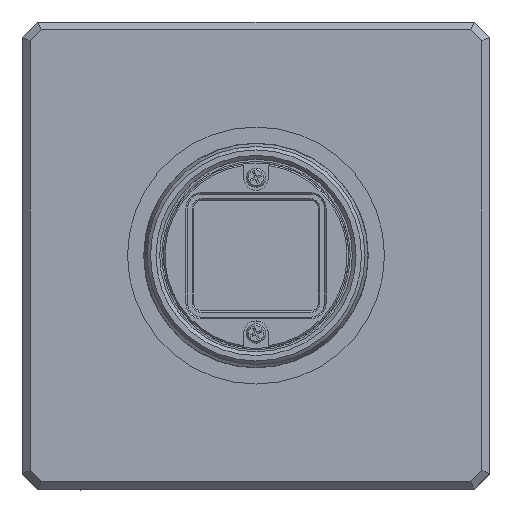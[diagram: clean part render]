
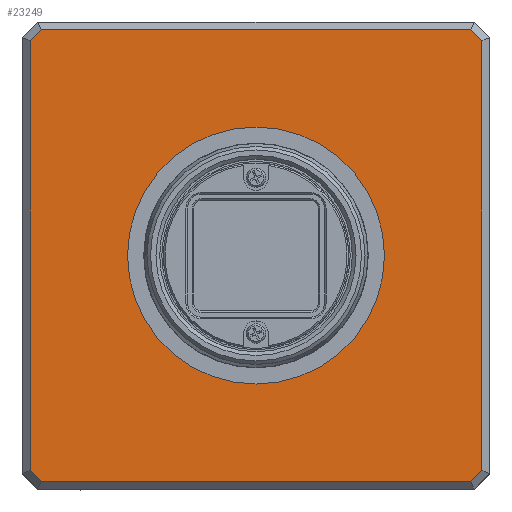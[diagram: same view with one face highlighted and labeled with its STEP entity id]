
A CAD part, top view. The second image highlights one B-rep face of the part: STEP entity #23249.
In plain terms, the highlighted planar face has unit normal (0, 0, 1).
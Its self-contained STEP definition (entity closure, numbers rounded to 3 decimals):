
#569 = LINE ( 'NONE', #33968, #17999 ) ;
#840 = EDGE_LOOP ( 'NONE', ( #26353, #45646, #27877, #7949, #36444, #28278, #40408, #11502 ) ) ;
#1861 = DIRECTION ( 'NONE',  ( 0.707, -0.707, 0. ) ) ;
#2089 = CARTESIAN_POINT ( 'NONE',  ( 27.586, -29., 11.9 ) ) ;
#3972 = EDGE_CURVE ( 'NONE', #46914, #18200, #36222, .T. ) ;
#4142 = CARTESIAN_POINT ( 'NONE',  ( 0., -29., 11.9 ) ) ;
#4452 = LINE ( 'NONE', #26553, #10453 ) ;
#4482 = DIRECTION ( 'NONE',  ( 0., -1., 0. ) ) ;
#4498 = EDGE_CURVE ( 'NONE', #18819, #47146, #4452, .T. ) ;
#4796 = VERTEX_POINT ( 'NONE', #19783 ) ;
#5069 = VECTOR ( 'NONE', #13089, 1000. ) ;
#5243 = CARTESIAN_POINT ( 'NONE',  ( -27.586, 29., 11.9 ) ) ;
#6098 = CARTESIAN_POINT ( 'NONE',  ( 0., 0., 11.9 ) ) ;
#6258 = EDGE_CURVE ( 'NONE', #4796, #4796, #31784, .T. ) ;
#6491 = DIRECTION ( 'NONE',  ( 0.707, 0.707, 0. ) ) ;
#7791 = EDGE_CURVE ( 'NONE', #46914, #23290, #26578, .T. ) ;
#7949 = ORIENTED_EDGE ( 'NONE', *, *, #4498, .F. ) ;
#8308 = DIRECTION ( 'NONE',  ( 1., 0., 0. ) ) ;
#8355 = VECTOR ( 'NONE', #8308, 1000. ) ;
#10453 = VECTOR ( 'NONE', #11350, 1000. ) ;
#11025 = VERTEX_POINT ( 'NONE', #46325 ) ;
#11350 = DIRECTION ( 'NONE',  ( 0.707, -0.707, 0. ) ) ;
#11502 = ORIENTED_EDGE ( 'NONE', *, *, #3972, .T. ) ;
#12757 = FACE_BOUND ( 'NONE', #35638, .T. ) ;
#12977 = DIRECTION ( 'NONE',  ( 0., 0., -1. ) ) ;
#12983 = DIRECTION ( 'NONE',  ( 1., 0., 0. ) ) ;
#13089 = DIRECTION ( 'NONE',  ( -0.707, -0.707, 0. ) ) ;
#13387 = CARTESIAN_POINT ( 'NONE',  ( -29., -27.586, 11.9 ) ) ;
#13593 = EDGE_CURVE ( 'NONE', #48604, #11025, #44075, .T. ) ;
#14393 = CARTESIAN_POINT ( 'NONE',  ( 27.586, -29., 11.9 ) ) ;
#14675 = CARTESIAN_POINT ( 'NONE',  ( 0., 29., 11.9 ) ) ;
#14815 = DIRECTION ( 'NONE',  ( 0., 1., 0. ) ) ;
#17216 = LINE ( 'NONE', #14675, #36817 ) ;
#17999 = VECTOR ( 'NONE', #4482, 1000. ) ;
#18200 = VERTEX_POINT ( 'NONE', #24224 ) ;
#18819 = VERTEX_POINT ( 'NONE', #31005 ) ;
#19647 = PLANE ( 'NONE',  #27665 ) ;
#19783 = CARTESIAN_POINT ( 'NONE',  ( 16.5, 0., 11.9 ) ) ;
#21076 = DIRECTION ( 'NONE',  ( 1., 0., 0. ) ) ;
#21852 = EDGE_CURVE ( 'NONE', #41319, #18819, #17216, .T. ) ;
#22412 = CARTESIAN_POINT ( 'NONE',  ( -29., -27.586, 11.9 ) ) ;
#22900 = CARTESIAN_POINT ( 'NONE',  ( -29., 0., 11.9 ) ) ;
#23249 = ADVANCED_FACE ( 'Defeatured_41113', ( #12757, #27722 ), #19647, .T. ) ;
#23290 = VERTEX_POINT ( 'NONE', #32384 ) ;
#23417 = ORIENTED_EDGE ( 'NONE', *, *, #6258, .T. ) ;
#24224 = CARTESIAN_POINT ( 'NONE',  ( -27.586, -29., 11.9 ) ) ;
#26353 = ORIENTED_EDGE ( 'NONE', *, *, #26741, .T. ) ;
#26553 = CARTESIAN_POINT ( 'NONE',  ( 27.586, 29., 11.9 ) ) ;
#26578 = LINE ( 'NONE', #22900, #38956 ) ;
#26741 = EDGE_CURVE ( 'NONE', #18200, #48604, #41959, .T. ) ;
#27553 = CARTESIAN_POINT ( 'NONE',  ( 29., 27.586, 11.9 ) ) ;
#27665 = AXIS2_PLACEMENT_3D ( 'NONE', #42724, #46173, #12983 ) ;
#27722 = FACE_OUTER_BOUND ( 'NONE', #840, .T. ) ;
#27877 = ORIENTED_EDGE ( 'NONE', *, *, #48005, .F. ) ;
#28278 = ORIENTED_EDGE ( 'NONE', *, *, #41217, .T. ) ;
#31005 = CARTESIAN_POINT ( 'NONE',  ( 27.586, 29., 11.9 ) ) ;
#31446 = VECTOR ( 'NONE', #1861, 1000. ) ;
#31784 = CIRCLE ( 'NONE', #41965, 16.5 ) ;
#32384 = CARTESIAN_POINT ( 'NONE',  ( -29., 27.586, 11.9 ) ) ;
#33968 = CARTESIAN_POINT ( 'NONE',  ( 29., 0., 11.9 ) ) ;
#35638 = EDGE_LOOP ( 'NONE', ( #23417 ) ) ;
#35669 = CARTESIAN_POINT ( 'NONE',  ( -27.586, 29., 11.9 ) ) ;
#36222 = LINE ( 'NONE', #13387, #31446 ) ;
#36444 = ORIENTED_EDGE ( 'NONE', *, *, #21852, .F. ) ;
#36817 = VECTOR ( 'NONE', #40705, 1000. ) ;
#38956 = VECTOR ( 'NONE', #14815, 1000. ) ;
#40408 = ORIENTED_EDGE ( 'NONE', *, *, #7791, .F. ) ;
#40705 = DIRECTION ( 'NONE',  ( 1., 0., 0. ) ) ;
#41217 = EDGE_CURVE ( 'NONE', #41319, #23290, #46737, .T. ) ;
#41319 = VERTEX_POINT ( 'NONE', #35669 ) ;
#41959 = LINE ( 'NONE', #4142, #8355 ) ;
#41965 = AXIS2_PLACEMENT_3D ( 'NONE', #6098, #12977, #21076 ) ;
#42724 = CARTESIAN_POINT ( 'NONE',  ( 0., 0., 11.9 ) ) ;
#43233 = VECTOR ( 'NONE', #6491, 1000. ) ;
#44075 = LINE ( 'NONE', #2089, #43233 ) ;
#45646 = ORIENTED_EDGE ( 'NONE', *, *, #13593, .T. ) ;
#46173 = DIRECTION ( 'NONE',  ( 0., 0., 1. ) ) ;
#46325 = CARTESIAN_POINT ( 'NONE',  ( 29., -27.586, 11.9 ) ) ;
#46737 = LINE ( 'NONE', #5243, #5069 ) ;
#46914 = VERTEX_POINT ( 'NONE', #22412 ) ;
#47146 = VERTEX_POINT ( 'NONE', #27553 ) ;
#48005 = EDGE_CURVE ( 'NONE', #47146, #11025, #569, .T. ) ;
#48604 = VERTEX_POINT ( 'NONE', #14393 ) ;
